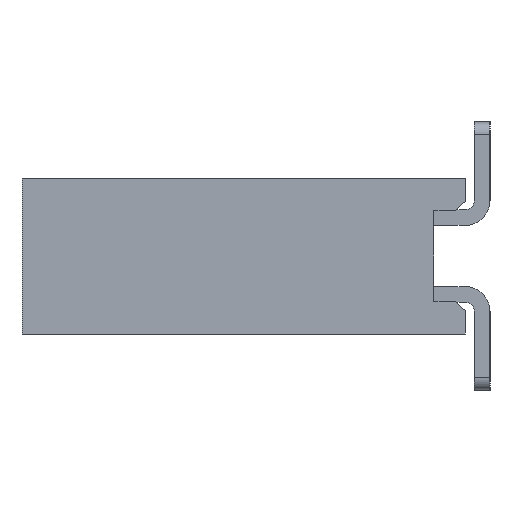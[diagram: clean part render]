
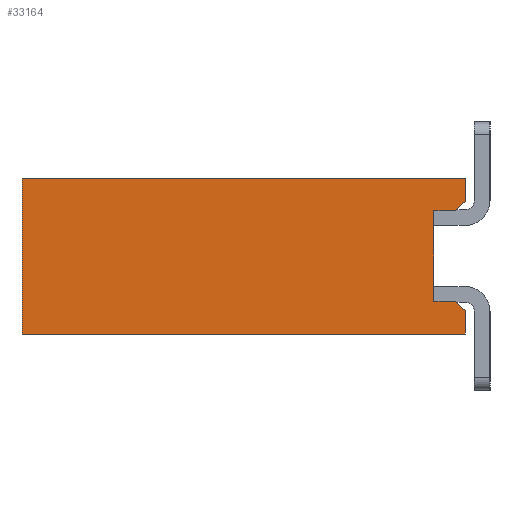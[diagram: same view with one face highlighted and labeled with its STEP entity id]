
A CAD part, left-side view. The second image highlights one B-rep face of the part: STEP entity #33164.
In plain terms, the highlighted planar face has unit normal (-1, 0, 0).
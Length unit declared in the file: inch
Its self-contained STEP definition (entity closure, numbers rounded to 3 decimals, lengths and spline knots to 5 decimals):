
#58 = EDGE_LOOP ( 'NONE', ( #16429, #23634, #6714, #20986, #14181, #33482, #15706, #16492, #3087, #13676 ) ) ;
#1877 = CARTESIAN_POINT ( 'NONE',  ( 0., 0., -0.02067 ) ) ;
#1953 = DIRECTION ( 'NONE',  ( 0., 1., 0. ) ) ;
#2729 = LINE ( 'NONE', #4325, #30433 ) ;
#3087 = ORIENTED_EDGE ( 'NONE', *, *, #27318, .T. ) ;
#3536 = VERTEX_POINT ( 'NONE', #30839 ) ;
#3760 = VECTOR ( 'NONE', #24981, 39.37008 ) ;
#4325 = CARTESIAN_POINT ( 'NONE',  ( 0., 0., -0.09843 ) ) ;
#4340 = VECTOR ( 'NONE', #9682, 39.37008 ) ;
#5188 = LINE ( 'NONE', #6962, #4340 ) ;
#5410 = CARTESIAN_POINT ( 'NONE',  ( 0., 0., -0.01476 ) ) ;
#5425 = VERTEX_POINT ( 'NONE', #14946 ) ;
#6170 = CARTESIAN_POINT ( 'NONE',  ( 0., 0., -0.04921 ) ) ;
#6714 = ORIENTED_EDGE ( 'NONE', *, *, #14772, .T. ) ;
#6823 = VERTEX_POINT ( 'NONE', #32077 ) ;
#6962 = CARTESIAN_POINT ( 'NONE',  ( 0., 0.00295, -0.08071 ) ) ;
#7179 = VECTOR ( 'NONE', #20279, 39.37008 ) ;
#7201 = CARTESIAN_POINT ( 'NONE',  ( 0., 0., -0.07776 ) ) ;
#8017 = LINE ( 'NONE', #30905, #7179 ) ;
#9377 = VERTEX_POINT ( 'NONE', #23386 ) ;
#9682 = DIRECTION ( 'NONE',  ( 0., -0.707, -0.707 ) ) ;
#9946 = EDGE_CURVE ( 'NONE', #20749, #24302, #31838, .T. ) ;
#10094 = DIRECTION ( 'NONE',  ( 0., -1., 0. ) ) ;
#10866 = FACE_OUTER_BOUND ( 'NONE', #58, .T. ) ;
#11088 = DIRECTION ( 'NONE',  ( -1., 0., 0. ) ) ;
#11548 = CARTESIAN_POINT ( 'NONE',  ( 0., 0.27953, -0.09843 ) ) ;
#13370 = CARTESIAN_POINT ( 'NONE',  ( 0., 0., -0.04921 ) ) ;
#13676 = ORIENTED_EDGE ( 'NONE', *, *, #32676, .T. ) ;
#13984 = EDGE_CURVE ( 'NONE', #24302, #27046, #23887, .T. ) ;
#14181 = ORIENTED_EDGE ( 'NONE', *, *, #13984, .T. ) ;
#14396 = CARTESIAN_POINT ( 'NONE',  ( 0., 0.00591, -0.02067 ) ) ;
#14772 = EDGE_CURVE ( 'NONE', #22631, #20749, #23407, .T. ) ;
#14946 = CARTESIAN_POINT ( 'NONE',  ( 0., 0., -0.08366 ) ) ;
#15706 = ORIENTED_EDGE ( 'NONE', *, *, #30618, .F. ) ;
#15906 = LINE ( 'NONE', #7201, #23062 ) ;
#16098 = DIRECTION ( 'NONE',  ( 0., 0., 1. ) ) ;
#16099 = CARTESIAN_POINT ( 'NONE',  ( 0., 0.01969, -0.09843 ) ) ;
#16429 = ORIENTED_EDGE ( 'NONE', *, *, #17656, .F. ) ;
#16492 = ORIENTED_EDGE ( 'NONE', *, *, #21453, .F. ) ;
#16642 = AXIS2_PLACEMENT_3D ( 'NONE', #32396, #11088, #29853 ) ;
#17097 = DIRECTION ( 'NONE',  ( 0., -0.707, 0.707 ) ) ;
#17656 = EDGE_CURVE ( 'NONE', #9377, #5425, #5188, .T. ) ;
#19132 = EDGE_CURVE ( 'NONE', #27046, #34496, #27921, .T. ) ;
#19989 = VECTOR ( 'NONE', #16098, 39.37008 ) ;
#20279 = DIRECTION ( 'NONE',  ( 0., 0., 1. ) ) ;
#20749 = VERTEX_POINT ( 'NONE', #34094 ) ;
#20986 = ORIENTED_EDGE ( 'NONE', *, *, #9946, .T. ) ;
#20988 = CARTESIAN_POINT ( 'NONE',  ( 0., 0., 0. ) ) ;
#21453 = EDGE_CURVE ( 'NONE', #33305, #6823, #8017, .T. ) ;
#21507 = DIRECTION ( 'NONE',  ( 0., 0., 1. ) ) ;
#22631 = VERTEX_POINT ( 'NONE', #31294 ) ;
#23062 = VECTOR ( 'NONE', #1953, 39.37008 ) ;
#23386 = CARTESIAN_POINT ( 'NONE',  ( 0., 0.00591, -0.07776 ) ) ;
#23407 = LINE ( 'NONE', #16099, #28842 ) ;
#23634 = ORIENTED_EDGE ( 'NONE', *, *, #31321, .T. ) ;
#23887 = LINE ( 'NONE', #14396, #24723 ) ;
#23924 = VECTOR ( 'NONE', #26036, 39.37008 ) ;
#24302 = VERTEX_POINT ( 'NONE', #27843 ) ;
#24345 = LINE ( 'NONE', #6170, #3760 ) ;
#24723 = VECTOR ( 'NONE', #17097, 39.37008 ) ;
#24981 = DIRECTION ( 'NONE',  ( 0., 0., 1. ) ) ;
#26036 = DIRECTION ( 'NONE',  ( 0., -1., 0. ) ) ;
#26303 = CARTESIAN_POINT ( 'NONE',  ( 0., 0., 0. ) ) ;
#27046 = VERTEX_POINT ( 'NONE', #5410 ) ;
#27146 = PLANE ( 'NONE',  #16642 ) ;
#27318 = EDGE_CURVE ( 'NONE', #33305, #3536, #2729, .T. ) ;
#27843 = CARTESIAN_POINT ( 'NONE',  ( 0., 0.00591, -0.02067 ) ) ;
#27921 = LINE ( 'NONE', #13370, #19989 ) ;
#28090 = VECTOR ( 'NONE', #10094, 39.37008 ) ;
#28842 = VECTOR ( 'NONE', #21507, 39.37008 ) ;
#28950 = LINE ( 'NONE', #26303, #28090 ) ;
#29853 = DIRECTION ( 'NONE',  ( 0., 0., 1. ) ) ;
#30433 = VECTOR ( 'NONE', #31165, 39.37008 ) ;
#30618 = EDGE_CURVE ( 'NONE', #6823, #34496, #28950, .T. ) ;
#30839 = CARTESIAN_POINT ( 'NONE',  ( 0., 0., -0.09843 ) ) ;
#30905 = CARTESIAN_POINT ( 'NONE',  ( 0., 0.27953, -0.04921 ) ) ;
#31165 = DIRECTION ( 'NONE',  ( 0., -1., 0. ) ) ;
#31294 = CARTESIAN_POINT ( 'NONE',  ( 0., 0.01969, -0.07776 ) ) ;
#31321 = EDGE_CURVE ( 'NONE', #9377, #22631, #15906, .T. ) ;
#31838 = LINE ( 'NONE', #1877, #23924 ) ;
#32077 = CARTESIAN_POINT ( 'NONE',  ( 0., 0.27953, 0. ) ) ;
#32396 = CARTESIAN_POINT ( 'NONE',  ( 0., 0., -0.09843 ) ) ;
#32676 = EDGE_CURVE ( 'NONE', #3536, #5425, #24345, .T. ) ;
#33164 = ADVANCED_FACE ( 'NONE', ( #10866 ), #27146, .T. ) ;
#33305 = VERTEX_POINT ( 'NONE', #11548 ) ;
#33482 = ORIENTED_EDGE ( 'NONE', *, *, #19132, .T. ) ;
#34094 = CARTESIAN_POINT ( 'NONE',  ( 0., 0.01969, -0.02067 ) ) ;
#34496 = VERTEX_POINT ( 'NONE', #20988 ) ;
